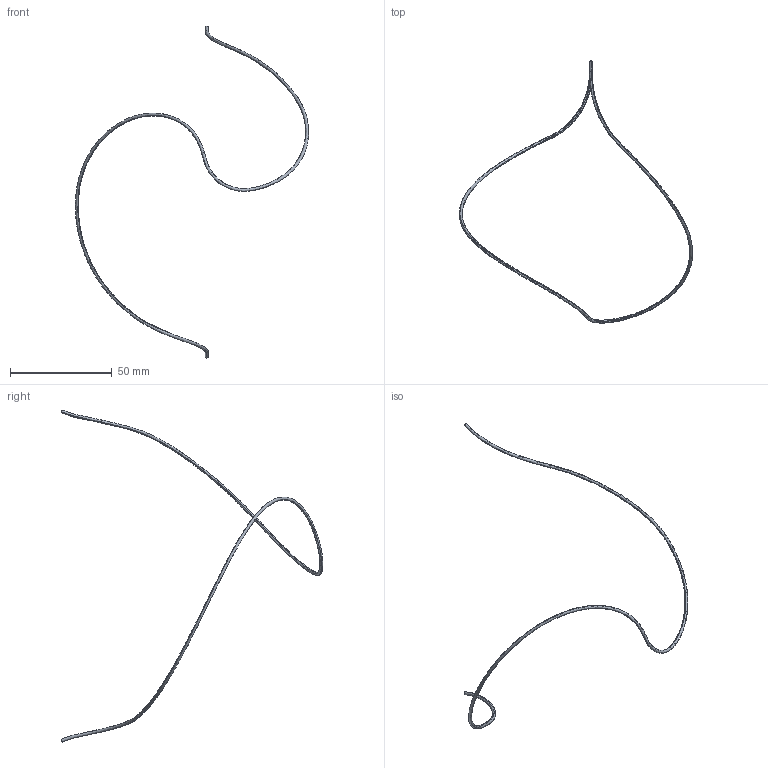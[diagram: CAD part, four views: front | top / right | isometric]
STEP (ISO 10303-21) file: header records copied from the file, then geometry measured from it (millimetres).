
FILE_DESCRIPTION (( 'STEP AP214' ), '1' );
FILE_NAME ('XMSGP030A10.01-001 breast_cup_outer_L fiducial wire.STEP', '2016-12-13T14:29:58', ( '' ), ( '' ), 'SwSTEP 2.0', 'SolidWorks 2016', '' );
FILE_SCHEMA (( 'AUTOMOTIVE_DESIGN' ));
Length unit declared in the file: millimetre
Products named in the file (1): XMSGP030A10.01-001 breast_cup_outer_L fiducial wire
Bounding box: 114.61 x 128.65 x 163.12 mm (x, y, z)
Volume: 608.3 mm3; surface area: 3228 mm2
Topology: 1 solids, 1 shells, 6 faces, 12 edges, 8 vertices
Faces by surface type: bspline 4, plane 2
Entity records: 4236 total; most frequent: CARTESIAN_POINT 4019, ORIENTED_EDGE 24, DIRECTION 22, EDGE_CURVE 12, AXIS2_PLACEMENT_3D 11, UNCERTAINTY_MEASURE_WITH_UNIT 9, COLOUR_RGB 8, PRESENTATION_STYLE_ASSIGNMENT 8
